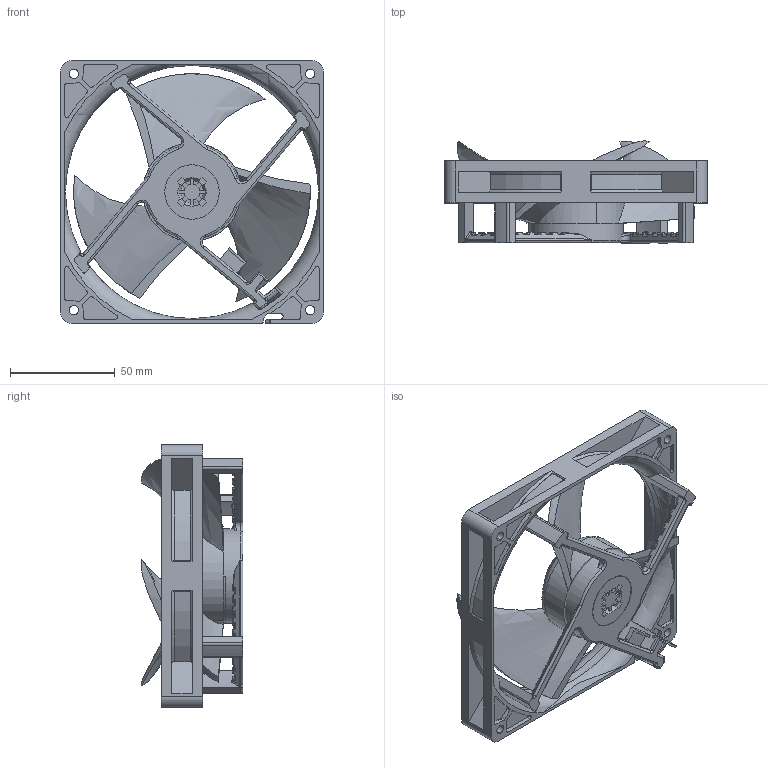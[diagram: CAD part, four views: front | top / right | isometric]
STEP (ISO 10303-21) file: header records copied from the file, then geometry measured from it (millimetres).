
FILE_DESCRIPTION((''),'2;1');
FILE_NAME('A125-P1_ASM','2021-05-06T',('JEFF.TF.LIN'),(''),'CREO PARAMETRIC BY PTC INC, 2015080','CREO PARAMETRIC BY PTC INC, 2015080','');
FILE_SCHEMA(('AUTOMOTIVE_DESIGN { 1 0 10303 214 1 1 1 1 }'));
Products named in the file (3): A125-P1-FRAME; A125-P1-IMPELLER; A125-P1_ASM
Assembly tree (2 placements, depth 2):
  A125-P1_ASM
    A125-P1-FRAME
    A125-P1-IMPELLER
Bounding box: 125.4 x 48.59 x 125.4 mm (x, y, z)
Volume: 146431.9 mm3; surface area: 62328.9 mm2
Topology: 2 solids, 2 shells, 1373 faces, 3810 edges, 2490 vertices
Faces by surface type: plane 722, cylinder 418, torus 115, bspline 79, cone 30, sphere 9
Entity records: 50876 total; most frequent: CARTESIAN_POINT 16885, ORIENTED_EDGE 7614, DIRECTION 6497, EDGE_CURVE 3807, VERTEX_POINT 2490, AXIS2_PLACEMENT_3D 2479, VECTOR 1539, LINE 1539
